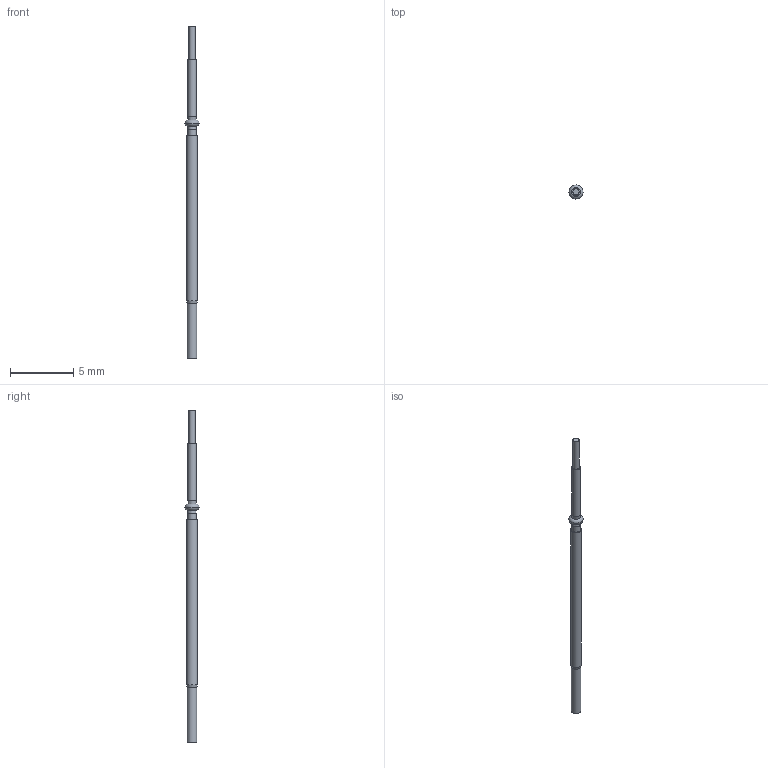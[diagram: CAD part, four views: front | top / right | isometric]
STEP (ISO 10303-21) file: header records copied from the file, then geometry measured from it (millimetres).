
FILE_DESCRIPTION(('R50-1S-P50-A3'),'2;1');
FILE_NAME('Pogopin R50-1S socket with P50-A3 pin.','2021-04-18T08:55:55',('Mario DE WEERD'),(''),(' '),'FreeCAD','CC-BY-SA');
FILE_SCHEMA(('AUTOMOTIVE_DESIGN_CC2 { 1 2 10303 214 -1 1 5 4 }'));
Length unit declared in the file: millimetre
Products named in the file (5): R50-1S-P50-A3
Assembly tree (4 placements, depth 2):
  R50-1S-P50-A3
    R50-1S-P50-A3
    R50-1S-P50-A3
    R50-1S-P50-A3
    R50-1S-P50-A3
Bounding box: 1.11 x 1.11 x 26.15 mm (x, y, z)
Volume: 8.5 mm3; surface area: 132.5 mm2
Topology: 4 solids, 4 shells, 21 faces, 31 edges, 18 vertices
Faces by surface type: cylinder 8, plane 8, cone 3, torus 2
Full cylindrical faces by diameter (mm): 0.48 x1, 0.5 x1, 0.68 x2, 0.7 x2, 0.75 x1, 0.86 x1
Entity records: 940 total; most frequent: DIRECTION 161, CARTESIAN_POINT 141, ORIENTED_EDGE 62, PCURVE 62, DEFINITIONAL_REPRESENTATION 62, LINE 59, VECTOR 59, AXIS2_PLACEMENT_3D 46
